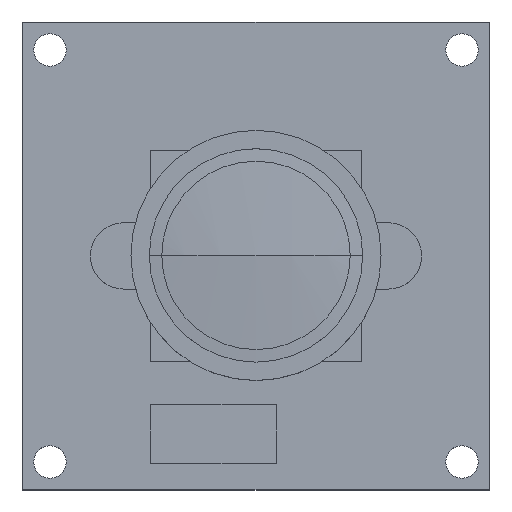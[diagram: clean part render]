
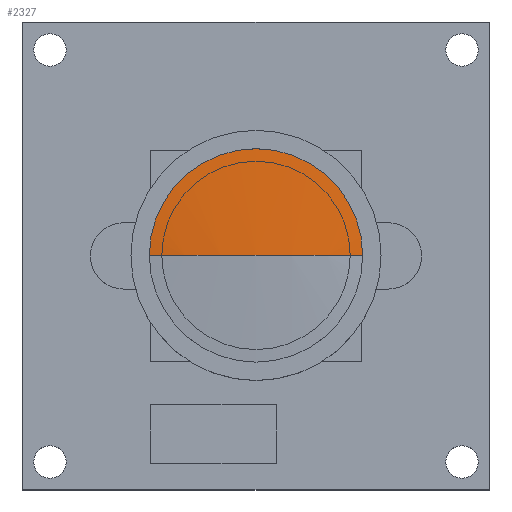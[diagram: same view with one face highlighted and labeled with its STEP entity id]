
A CAD part, top view. The second image highlights one B-rep face of the part: STEP entity #2327.
In plain terms, the highlighted spherical face has radius 63.995 mm.
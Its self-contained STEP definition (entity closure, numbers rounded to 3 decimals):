
#1347 = ORIENTED_EDGE ( 'NONE', *, *, #1533, .T. ) ;
#1391 = AXIS2_PLACEMENT_3D ( 'NONE', #2283, #4702, #6073 ) ;
#1533 = EDGE_CURVE ( 'NONE', #5797, #2153, #3440, .T. ) ;
#1776 = CARTESIAN_POINT ( 'NONE',  ( 0., 0., 22.9 ) ) ;
#1795 = AXIS2_PLACEMENT_3D ( 'NONE', #1776, #2166, #3679 ) ;
#1822 = FACE_OUTER_BOUND ( 'NONE', #6301, .T. ) ;
#1890 = CARTESIAN_POINT ( 'NONE',  ( 0., 0., 23.312 ) ) ;
#2022 = CIRCLE ( 'NONE', #3669, 63.995 ) ;
#2056 = DIRECTION ( 'NONE',  ( 0., 1., 0. ) ) ;
#2153 = VERTEX_POINT ( 'NONE', #4857 ) ;
#2166 = DIRECTION ( 'NONE',  ( 0., 0., 1. ) ) ;
#2275 = AXIS2_PLACEMENT_3D ( 'NONE', #2817, #2341, #4785 ) ;
#2283 = CARTESIAN_POINT ( 'NONE',  ( 0., 0., -40.683 ) ) ;
#2327 = ADVANCED_FACE ( 'NONE', ( #1822 ), #2726, .T. ) ;
#2341 = DIRECTION ( 'NONE',  ( 0., -1., 0. ) ) ;
#2664 = CARTESIAN_POINT ( 'NONE',  ( 0., 0., -40.683 ) ) ;
#2726 = SPHERICAL_SURFACE ( 'NONE', #2275, 63.995 ) ;
#2817 = CARTESIAN_POINT ( 'NONE',  ( 0., 0., -40.683 ) ) ;
#3437 = ORIENTED_EDGE ( 'NONE', *, *, #4084, .T. ) ;
#3440 = CIRCLE ( 'NONE', #1795, 7.25 ) ;
#3577 = EDGE_CURVE ( 'NONE', #5797, #3740, #5209, .T. ) ;
#3669 = AXIS2_PLACEMENT_3D ( 'NONE', #2664, #2056, #4021 ) ;
#3679 = DIRECTION ( 'NONE',  ( 1., 0., 0. ) ) ;
#3740 = VERTEX_POINT ( 'NONE', #1890 ) ;
#3819 = CARTESIAN_POINT ( 'NONE',  ( 7.25, 0., 22.9 ) ) ;
#4021 = DIRECTION ( 'NONE',  ( 0., 0., 1. ) ) ;
#4084 = EDGE_CURVE ( 'NONE', #2153, #3740, #2022, .T. ) ;
#4702 = DIRECTION ( 'NONE',  ( 0., -1., 0. ) ) ;
#4785 = DIRECTION ( 'NONE',  ( -1., 0., 0. ) ) ;
#4857 = CARTESIAN_POINT ( 'NONE',  ( -7.25, 0., 22.9 ) ) ;
#5209 = CIRCLE ( 'NONE', #1391, 63.995 ) ;
#5797 = VERTEX_POINT ( 'NONE', #3819 ) ;
#6033 = ORIENTED_EDGE ( 'NONE', *, *, #3577, .F. ) ;
#6073 = DIRECTION ( 'NONE',  ( 1., 0., 0. ) ) ;
#6301 = EDGE_LOOP ( 'NONE', ( #6033, #1347, #3437 ) ) ;
